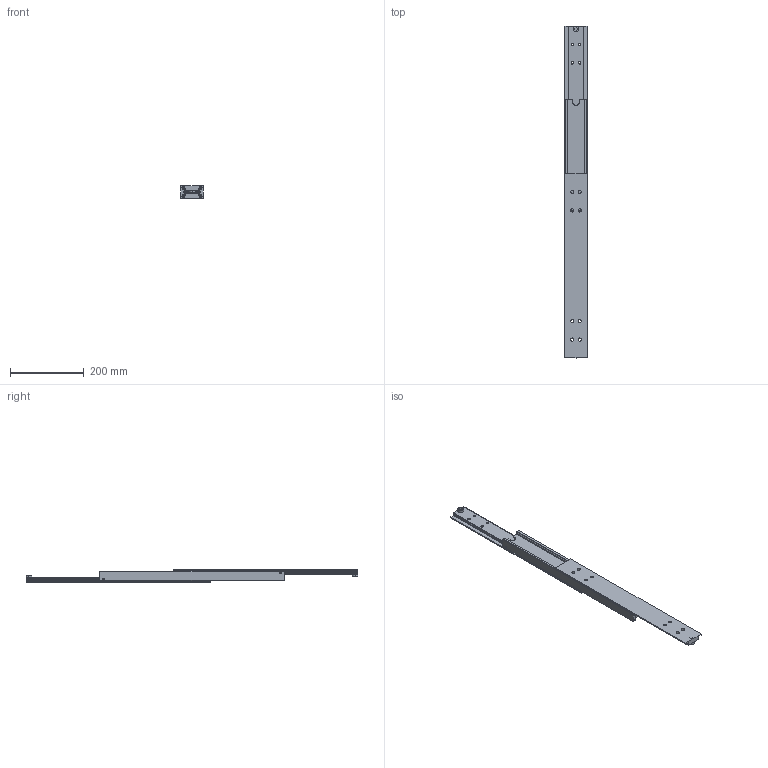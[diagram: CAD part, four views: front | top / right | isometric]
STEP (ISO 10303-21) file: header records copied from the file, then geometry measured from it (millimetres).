
FILE_DESCRIPTION((''),'2;1');
FILE_NAME('KDTS-60-500.stp','2022-06-15T12:18:51',(''),(''),'Mechanical Desktop 2006','Mechanical Desktop 2006',', , ');
FILE_SCHEMA(('CONFIG_CONTROL_DESIGN'));
Length unit declared in the file: millimetre
Products named in the file (4): KDTS60-A; INNER BEAM;  F OUTER BEAM; OUTER BEAM
Assembly tree (3 placements, depth 2):
  KDTS60-A
    INNER BEAM
     F OUTER BEAM
    OUTER BEAM
Bounding box: 60 x 900 x 34 mm (x, y, z)
Volume: 798579.3 mm3; surface area: 258862.2 mm2
Topology: 3 solids, 45 shells, 602 faces, 1504 edges, 898 vertices
Faces by surface type: cylinder 210, torus 164, cone 116, plane 112
Entity records: 18871 total; most frequent: CARTESIAN_POINT 3912, DIRECTION 3394, ORIENTED_EDGE 2992, EDGE_CURVE 1496, AXIS2_PLACEMENT_3D 1428, VERTEX_POINT 898, CIRCLE 814, EDGE_LOOP 658
